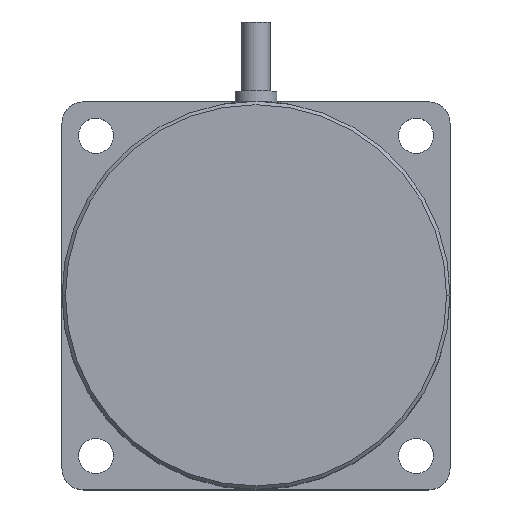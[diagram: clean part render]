
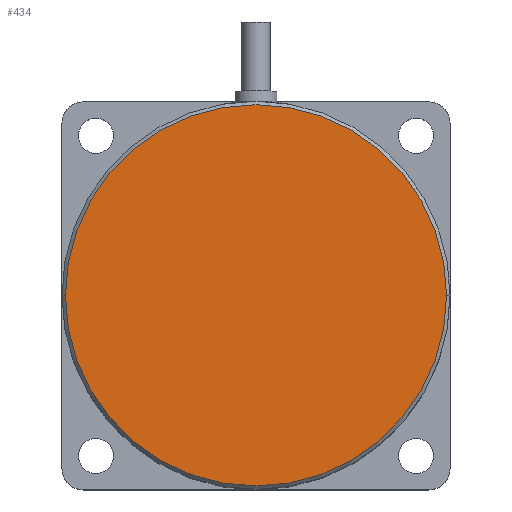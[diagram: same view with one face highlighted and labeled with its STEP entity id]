
A CAD part, top view. The second image highlights one B-rep face of the part: STEP entity #434.
In plain terms, the highlighted planar face has unit normal (0, 0, 1).
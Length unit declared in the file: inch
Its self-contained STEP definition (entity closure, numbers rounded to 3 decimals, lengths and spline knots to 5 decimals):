
#28 = CARTESIAN_POINT ( 'NONE',  ( 0., 0., 1.812 ) ) ;
#41 = DIRECTION ( 'NONE',  ( 0., 0., 1. ) ) ;
#67 = CARTESIAN_POINT ( 'NONE',  ( -1.105, 0., 1.812 ) ) ;
#93 = AXIS2_PLACEMENT_3D ( 'NONE', #1240, #248, #654 ) ;
#94 = CIRCLE ( 'NONE', #183, 1.105 ) ;
#109 = EDGE_LOOP ( 'NONE', ( #1014, #415 ) ) ;
#142 = CARTESIAN_POINT ( 'NONE',  ( 0., 0., 1.812 ) ) ;
#149 = DIRECTION ( 'NONE',  ( 0., 0., 1. ) ) ;
#183 = AXIS2_PLACEMENT_3D ( 'NONE', #28, #41, #1124 ) ;
#220 = VERTEX_POINT ( 'NONE', #789 ) ;
#248 = DIRECTION ( 'NONE',  ( 0., 0., 1. ) ) ;
#415 = ORIENTED_EDGE ( 'NONE', *, *, #1111, .T. ) ;
#434 = ADVANCED_FACE ( 'NONE', ( #559 ), #739, .T. ) ;
#558 = DIRECTION ( 'NONE',  ( 1., 0., 0. ) ) ;
#559 = FACE_OUTER_BOUND ( 'NONE', #109, .T. ) ;
#612 = EDGE_CURVE ( 'NONE', #817, #220, #1258, .T. ) ;
#654 = DIRECTION ( 'NONE',  ( 1., 0., 0. ) ) ;
#699 = AXIS2_PLACEMENT_3D ( 'NONE', #142, #149, #558 ) ;
#739 = PLANE ( 'NONE',  #93 ) ;
#789 = CARTESIAN_POINT ( 'NONE',  ( 1.105, 0., 1.812 ) ) ;
#817 = VERTEX_POINT ( 'NONE', #67 ) ;
#1014 = ORIENTED_EDGE ( 'NONE', *, *, #612, .T. ) ;
#1111 = EDGE_CURVE ( 'NONE', #220, #817, #94, .T. ) ;
#1124 = DIRECTION ( 'NONE',  ( 1., 0., 0. ) ) ;
#1240 = CARTESIAN_POINT ( 'NONE',  ( 0., 0., 1.812 ) ) ;
#1258 = CIRCLE ( 'NONE', #699, 1.105 ) ;
